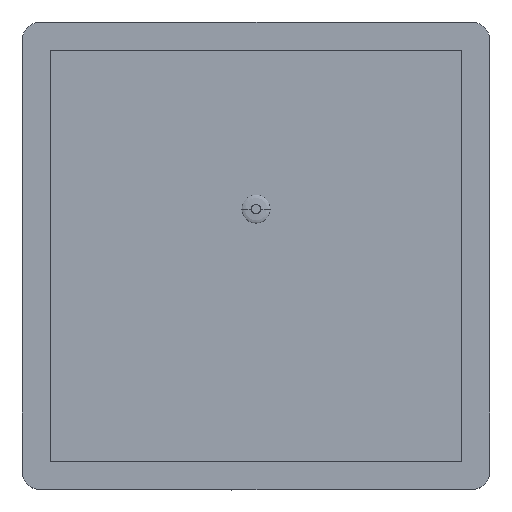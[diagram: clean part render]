
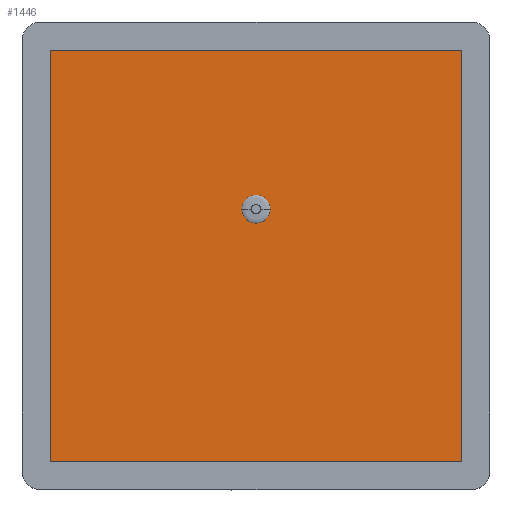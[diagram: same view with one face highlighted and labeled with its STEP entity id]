
A CAD part, top view. The second image highlights one B-rep face of the part: STEP entity #1446.
In plain terms, the highlighted planar face has unit normal (0, 0, 1).
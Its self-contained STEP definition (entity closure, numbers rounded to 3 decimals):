
#4 = CARTESIAN_POINT ( 'NONE',  ( 0., 0., 2.01 ) ) ;
#37 = CARTESIAN_POINT ( 'NONE',  ( -0.378, 1.845, 2.01 ) ) ;
#81 = CARTESIAN_POINT ( 'NONE',  ( 0.655, 2.878, 2.01 ) ) ;
#108 = CARTESIAN_POINT ( 'NONE',  ( -0.73, 2.304, 2.01 ) ) ;
#278 = LINE ( 'NONE', #6298, #2924 ) ;
#364 = ORIENTED_EDGE ( 'NONE', *, *, #12145, .T. ) ;
#399 = CARTESIAN_POINT ( 'NONE',  ( -0.73, 2.696, 2.01 ) ) ;
#464 = CARTESIAN_POINT ( 'NONE',  ( -0.196, 3.23, 2.01 ) ) ;
#531 = CARTESIAN_POINT ( 'NONE',  ( -11., 11., 2.01 ) ) ;
#656 = ORIENTED_EDGE ( 'NONE', *, *, #8463, .F. ) ;
#673 = CARTESIAN_POINT ( 'NONE',  ( 11., 11., 2.01 ) ) ;
#858 = PLANE ( 'NONE',  #4734 ) ;
#1017 = CARTESIAN_POINT ( 'NONE',  ( 0.73, 2.304, 2.01 ) ) ;
#1054 = CARTESIAN_POINT ( 'NONE',  ( 0.75, 2.5, 2.01 ) ) ;
#1214 = CARTESIAN_POINT ( 'NONE',  ( 0.75, 2.5, 2.01 ) ) ;
#1377 = DIRECTION ( 'NONE',  ( 0., -1., 0. ) ) ;
#1388 = VERTEX_POINT ( 'NONE', #673 ) ;
#1446 = ADVANCED_FACE ( 'NONE', ( #5740, #6880 ), #858, .T. ) ;
#1449 = DIRECTION ( 'NONE',  ( 0., 1., 0. ) ) ;
#1731 = VECTOR ( 'NONE', #1377, 1000. ) ;
#1929 = VERTEX_POINT ( 'NONE', #11811 ) ;
#2126 = CARTESIAN_POINT ( 'NONE',  ( -0.6, 2.039, 2.01 ) ) ;
#2417 = EDGE_CURVE ( 'NONE', #4615, #1388, #278, .T. ) ;
#2515 = VECTOR ( 'NONE', #4413, 1000. ) ;
#2887 = ORIENTED_EDGE ( 'NONE', *, *, #2417, .T. ) ;
#2924 = VECTOR ( 'NONE', #1449, 1000. ) ;
#3084 = VERTEX_POINT ( 'NONE', #6819 ) ;
#3632 = B_SPLINE_CURVE_WITH_KNOTS ( 'NONE', 3,
 ( #6033, #7862, #108, #9990, #2126, #8898, #37, #3912, #7031, #11797, #5124, #8830, #7979, #5067, #4869, #1017, #7794, #1214 ),
 .UNSPECIFIED., .F., .F.,
 ( 4, 2, 2, 2, 2, 2, 2, 2, 4 ),
 ( 0.5, 0.563, 0.625, 0.687, 0.75, 0.813, 0.875, 0.938, 1. ),
 .UNSPECIFIED. ) ;
#3745 = EDGE_CURVE ( 'NONE', #9062, #3084, #5407, .T. ) ;
#3754 = CARTESIAN_POINT ( 'NONE',  ( -0.75, 2.5, 2.01 ) ) ;
#3912 = CARTESIAN_POINT ( 'NONE',  ( -0.196, 1.77, 2.01 ) ) ;
#3959 = VERTEX_POINT ( 'NONE', #3754 ) ;
#4094 = DIRECTION ( 'NONE',  ( -1., 0., 0. ) ) ;
#4413 = DIRECTION ( 'NONE',  ( 1., 0., 0. ) ) ;
#4491 = CARTESIAN_POINT ( 'NONE',  ( -0.75, 2.598, 2.01 ) ) ;
#4564 = CARTESIAN_POINT ( 'NONE',  ( -0.75, 2.5, 2.01 ) ) ;
#4615 = VERTEX_POINT ( 'NONE', #5059 ) ;
#4734 = AXIS2_PLACEMENT_3D ( 'NONE', #4, #7835, #11770 ) ;
#4869 = CARTESIAN_POINT ( 'NONE',  ( 0.655, 2.122, 2.01 ) ) ;
#4977 = CARTESIAN_POINT ( 'NONE',  ( 0.75, 2.598, 2.01 ) ) ;
#4982 = EDGE_CURVE ( 'NONE', #1929, #3959, #6477, .T. ) ;
#5006 = LINE ( 'NONE', #7924, #11290 ) ;
#5043 = ORIENTED_EDGE ( 'NONE', *, *, #7425, .T. ) ;
#5059 = CARTESIAN_POINT ( 'NONE',  ( 11., -11., 2.01 ) ) ;
#5067 = CARTESIAN_POINT ( 'NONE',  ( 0.6, 2.039, 2.01 ) ) ;
#5124 = CARTESIAN_POINT ( 'NONE',  ( 0.196, 1.77, 2.01 ) ) ;
#5289 = CARTESIAN_POINT ( 'NONE',  ( -0.461, 3.1, 2.01 ) ) ;
#5407 = LINE ( 'NONE', #531, #1731 ) ;
#5740 = FACE_BOUND ( 'NONE', #10173, .T. ) ;
#6033 = CARTESIAN_POINT ( 'NONE',  ( -0.75, 2.5, 2.01 ) ) ;
#6264 = LINE ( 'NONE', #12270, #2515 ) ;
#6298 = CARTESIAN_POINT ( 'NONE',  ( 11., -11., 2.01 ) ) ;
#6477 = B_SPLINE_CURVE_WITH_KNOTS ( 'NONE', 3,
 ( #1054, #4977, #8873, #81, #6942, #10872, #9904, #8208, #12236, #9186, #464, #11390, #5289, #7250, #11319, #399, #4491, #4564 ),
 .UNSPECIFIED., .F., .F.,
 ( 4, 2, 2, 2, 2, 2, 2, 2, 4 ),
 ( 0., 0.063, 0.125, 0.188, 0.25, 0.313, 0.375, 0.438, 0.5 ),
 .UNSPECIFIED. ) ;
#6819 = CARTESIAN_POINT ( 'NONE',  ( -11., -11., 2.01 ) ) ;
#6880 = FACE_OUTER_BOUND ( 'NONE', #7120, .T. ) ;
#6942 = CARTESIAN_POINT ( 'NONE',  ( 0.6, 2.961, 2.01 ) ) ;
#7031 = CARTESIAN_POINT ( 'NONE',  ( -0.098, 1.75, 2.01 ) ) ;
#7120 = EDGE_LOOP ( 'NONE', ( #2887, #364, #7466, #5043 ) ) ;
#7250 = CARTESIAN_POINT ( 'NONE',  ( -0.6, 2.961, 2.01 ) ) ;
#7425 = EDGE_CURVE ( 'NONE', #3084, #4615, #6264, .T. ) ;
#7466 = ORIENTED_EDGE ( 'NONE', *, *, #3745, .T. ) ;
#7794 = CARTESIAN_POINT ( 'NONE',  ( 0.75, 2.402, 2.01 ) ) ;
#7835 = DIRECTION ( 'NONE',  ( 0., 0., 1. ) ) ;
#7862 = CARTESIAN_POINT ( 'NONE',  ( -0.75, 2.402, 2.01 ) ) ;
#7924 = CARTESIAN_POINT ( 'NONE',  ( 11., 11., 2.01 ) ) ;
#7979 = CARTESIAN_POINT ( 'NONE',  ( 0.461, 1.9, 2.01 ) ) ;
#8208 = CARTESIAN_POINT ( 'NONE',  ( 0.196, 3.23, 2.01 ) ) ;
#8463 = EDGE_CURVE ( 'NONE', #3959, #1929, #3632, .T. ) ;
#8606 = CARTESIAN_POINT ( 'NONE',  ( -11., 11., 2.01 ) ) ;
#8830 = CARTESIAN_POINT ( 'NONE',  ( 0.378, 1.845, 2.01 ) ) ;
#8873 = CARTESIAN_POINT ( 'NONE',  ( 0.73, 2.696, 2.01 ) ) ;
#8898 = CARTESIAN_POINT ( 'NONE',  ( -0.461, 1.9, 2.01 ) ) ;
#9062 = VERTEX_POINT ( 'NONE', #8606 ) ;
#9186 = CARTESIAN_POINT ( 'NONE',  ( -0.098, 3.25, 2.01 ) ) ;
#9467 = ORIENTED_EDGE ( 'NONE', *, *, #4982, .F. ) ;
#9904 = CARTESIAN_POINT ( 'NONE',  ( 0.378, 3.155, 2.01 ) ) ;
#9990 = CARTESIAN_POINT ( 'NONE',  ( -0.655, 2.122, 2.01 ) ) ;
#10173 = EDGE_LOOP ( 'NONE', ( #9467, #656 ) ) ;
#10872 = CARTESIAN_POINT ( 'NONE',  ( 0.461, 3.1, 2.01 ) ) ;
#11290 = VECTOR ( 'NONE', #4094, 1000. ) ;
#11319 = CARTESIAN_POINT ( 'NONE',  ( -0.655, 2.878, 2.01 ) ) ;
#11390 = CARTESIAN_POINT ( 'NONE',  ( -0.378, 3.155, 2.01 ) ) ;
#11770 = DIRECTION ( 'NONE',  ( 1., 0., 0. ) ) ;
#11797 = CARTESIAN_POINT ( 'NONE',  ( 0.098, 1.75, 2.01 ) ) ;
#11811 = CARTESIAN_POINT ( 'NONE',  ( 0.75, 2.5, 2.01 ) ) ;
#12145 = EDGE_CURVE ( 'NONE', #1388, #9062, #5006, .T. ) ;
#12236 = CARTESIAN_POINT ( 'NONE',  ( 0.098, 3.25, 2.01 ) ) ;
#12270 = CARTESIAN_POINT ( 'NONE',  ( -11., -11., 2.01 ) ) ;
